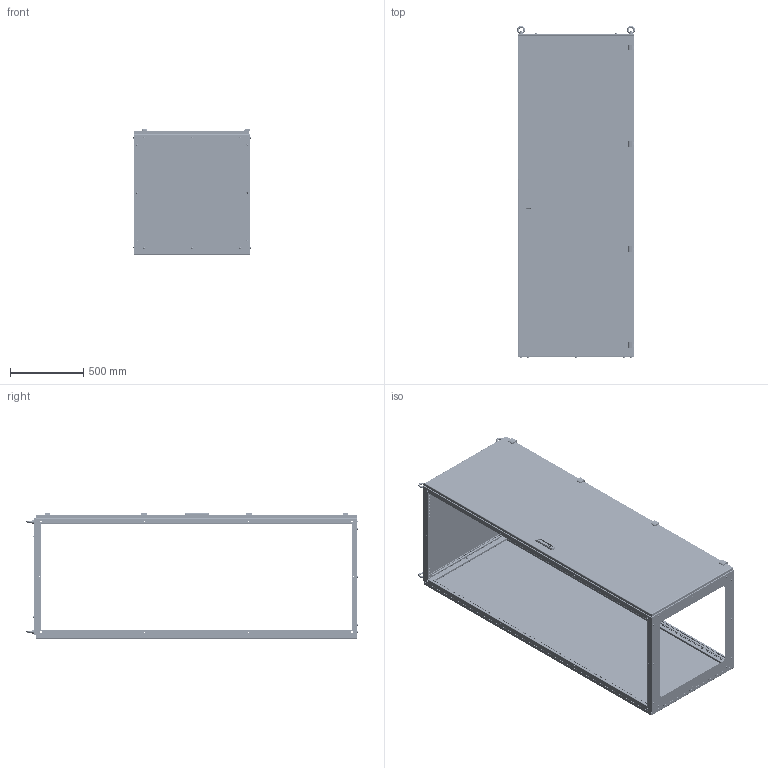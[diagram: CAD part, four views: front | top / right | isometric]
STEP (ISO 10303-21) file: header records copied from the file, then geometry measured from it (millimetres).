
FILE_DESCRIPTION (( 'STEP AP203' ), '1' );
FILE_NAME ('Êîðïóñ FORT IP31 (2200õ800õ800) EKF PROxima.STEP', '2020-10-23T12:27:19', ( '' ), ( '' ), 'SwSTEP 2.0', 'SolidWorks 2019', '' );
FILE_SCHEMA (( 'CONFIG_CONTROL_DESIGN' ));
Length unit declared in the file: millimetre
Products named in the file (71): countersunk raised head cross recess screw_din_DIN EN ISO 7047 - M4 x 10 - Z - 10N; Ãàéêà çàêëàäíàÿ; Øïèëüêà Ì6õ12; Óãëîâàÿ ïåòëÿ Àòîñ; êîðïóñ ïåòëè1; Äåðæàòåëü òÿãè àòîñ; ÌÈ-983.01.01.000 ÑÁ Ïðîôèëü ãîðèçîíòàëüíûé 800 âåðõíèé â ñáîðå; Äåðæàòåëü øòîêà; Çàìîê â ñáîðå Àòîñ; ÌÈ-1249.01.00.000 ÑÁ Êàðêàñ 2200õ800õ800; ÌÈ-1164.02.00.001 Äâåðü 800õ2200; Ãàéêà çàêëàäêàÿ Ì6; ÌÈ-983.02.00.004 Ïðîôèëü äâåðíîé ìàëûé 800; pan head cross recess screw_din_DIN EN ISO 7045 - M6 x 20 - Z - 20N; 剒蜲錪 獲闃; pan head cross recess screw_din_DIN EN ISO 7045 - M6 x 40 - Z - 40N; pan head cross collar screw_din_DIN 967 - M4 x 16 - Z --- 14.6N; îñü ïåòëè; ÌÈ-1250.02.00.000 ÑÁ Äâåðü â ñáîðå; hex flange nut_din_Hexagon Flange Nut DIN 6923 - M6 - N; ÌÈ-1029.05.00.001 Ïîòîëî÷íàÿ ïàíåëü 800õ800; ÌÈ-1164.03.00.001 Ñòåíêà çàäíÿÿ 800õ2200; hex screw gradec_din_DIN EN 24018 - M12 x 35-WN; Ìåõàíèçì äâåðè Àòîñ; 幄鍧 獲闃 1100; 昈-983.02.00.002 忺謽鳧; ÌÈ-1250.03.00.000 ÑÁ Ñòåíêà çàäíÿÿ 800õ2200; ÌÈ-1164.01.00.001 Ïðîôèëü âåðòèêàëüíûé 2200; lifting eye nut 01_din_DIN 582-M12-N; ÌÈ-1164.02.00.003 Ïðîôèëü äâåðíîé áîëüøîé 2200; ÌÈ-1029.01.00.002 Ïðîôèëü áîêîâîé 800 âåðõíèé; plain washer large_din_Washer DIN 9021 - 13; Øïèëüêà ïðèâàðíàÿ Ì6õ20 DIN 13918; Îáîëî÷êà ãàéêè çàêëàäíîé; Êîðïóñ äâåðíîé ðó÷êè Àòîñ; îñíîâàíèå ïåòëè1; ÌÈ-983.01.00.003 Ïðîôèëü ãîðèçîíòàëüíûé íèæíèé 800; Çàêëåïêà ãàå÷íàÿ Ì6 UNI 9203; pan head cross recess screw_din_DIN EN ISO 7045 - M6 x 30 - Z - 30N; Øïèëüêà ïðèâàðíàÿ Ì6õ25 DIN 13918 ...
Assembly tree (213 placements, depth 4):
  Êîðïóñ FORT IP31 (2200õ800õ800) EKF PROxima
    ÌÈ-1249.01.00.000 ÑÁ Êàðêàñ 2200õ800õ800
      ÌÈ-983.01.01.000 ÑÁ Ïðîôèëü ãîðèçîíòàëüíûé 800 âåðõíèé â ñáîðå
        ÌÈ-983.01.01.001 Ïðîôèëü ãîðèçîíòàëüíûé âåðõíèé 800
        Øïèëüêà Ì6õ12
      ÌÈ-1164.01.00.001 Ïðîôèëü âåðòèêàëüíûé 2200  x4
      ÌÈ-983.01.00.003 Ïðîôèëü ãîðèçîíòàëüíûé íèæíèé 800  x2
      ÌÈ-1029.01.00.002 Ïðîôèëü áîêîâîé 800 âåðõíèé  x2
      ÌÈ-983.01.01.000 ÑÁ Ïðîôèëü ãîðèçîíòàëüíûé 800 âåðõíèé â ñáîðå
        ÌÈ-983.01.01.001 Ïðîôèëü ãîðèçîíòàëüíûé âåðõíèé 800
        Øïèëüêà Ì6õ12
      ÌÈ-1029.01.00.004 Ïðîôèëü áîêîâîé 800 íèæíèé  x2
    ÌÈ-1250.03.00.000 ÑÁ Ñòåíêà çàäíÿÿ 800õ2200
      ÌÈ-1164.03.00.001 Ñòåíêà çàäíÿÿ 800õ2200
      Øïèëüêà Ì6õ12
    ÌÈ-1029.05.00.001 Ïîòîëî÷íàÿ ïàíåëü 800õ800
    Çàêëåïêà ãàå÷íàÿ Ì6 UNI 9203  x10
    pan head cross recess screw_din_DIN EN ISO 7045 - M6 x 40 - Z - 40N  x10
    Ãàéêà çàêëàäíàÿ
      Îáîëî÷êà ãàéêè çàêëàäíîé
      Ãàéêà çàêëàäêàÿ Ì6
    Ãàéêà çàêëàäíàÿ
      Îáîëî÷êà ãàéêè çàêëàäíîé
      Ãàéêà çàêëàäêàÿ Ì6
    Ãàéêà çàêëàäíàÿ
      Îáîëî÷êà ãàéêè çàêëàäíîé
      Ãàéêà çàêëàäêàÿ Ì6
    Ãàéêà çàêëàäíàÿ
      Îáîëî÷êà ãàéêè çàêëàäíîé
      Ãàéêà çàêëàäêàÿ Ì6
    pan head cross recess screw_din_DIN EN ISO 7045 - M6 x 30 - Z - 30N  x8
    ÌÈ-1169.00.00.001 Ïåðåãîðîäêà öîêîëÿ 800õ800
    Ãàéêà çàêëàäíàÿ
      Îáîëî÷êà ãàéêè çàêëàäíîé
      Ãàéêà çàêëàäêàÿ Ì6
    Ãàéêà çàêëàäíàÿ
      Îáîëî÷êà ãàéêè çàêëàäíîé
      Ãàéêà çàêëàäêàÿ Ì6
    Ãàéêà çàêëàäíàÿ
      Îáîëî÷êà ãàéêè çàêëàäíîé
      Ãàéêà çàêëàäêàÿ Ì6
    Ãàéêà çàêëàäíàÿ
      Îáîëî÷êà ãàéêè çàêëàäíîé
      Ãàéêà çàêëàäêàÿ Ì6
    Ãàéêà çàêëàäíàÿ
      Îáîëî÷êà ãàéêè çàêëàäíîé
      Ãàéêà çàêëàäêàÿ Ì6
    pan head cross recess screw_din_DIN EN ISO 7045 - M6 x 20 - Z - 20N  x12
    lifting eye nut 01_din_DIN 582-M12-N  x4
    hex flange nut_din_Hexagon Flange Nut DIN 6923 - M6 - N
    Ãàéêà çàêëàäíàÿ
      Îáîëî÷êà ãàéêè çàêëàäíîé
      Ãàéêà çàêëàäêàÿ Ì6
    Ãàéêà çàêëàäíàÿ
      Îáîëî÷êà ãàéêè çàêëàäíîé
      Ãàéêà çàêëàäêàÿ Ì6
    Ãàéêà çàêëàäíàÿ
      Îáîëî÷êà ãàéêè çàêëàäíîé
      Ãàéêà çàêëàäêàÿ Ì6
    Ãàéêà çàêëàäíàÿ
Bounding box: 806.5 x 2272.48 x 866.98 mm (x, y, z)
Volume: 10047539.3 mm3; surface area: 13932986.8 mm2
Topology: 183 solids, 183 shells, 16459 faces, 44083 edges, 28022 vertices
Faces by surface type: plane 12619, cylinder 2220, cone 724, bspline 630, torus 198, sphere 68
Entity records: 177648 total; most frequent: CARTESIAN_POINT 35999, ORIENTED_EDGE 27324, DIRECTION 24773, EDGE_CURVE 13662, VECTOR 11561, LINE 11561, VERTEX_POINT 8860, EDGE_LOOP 6916
